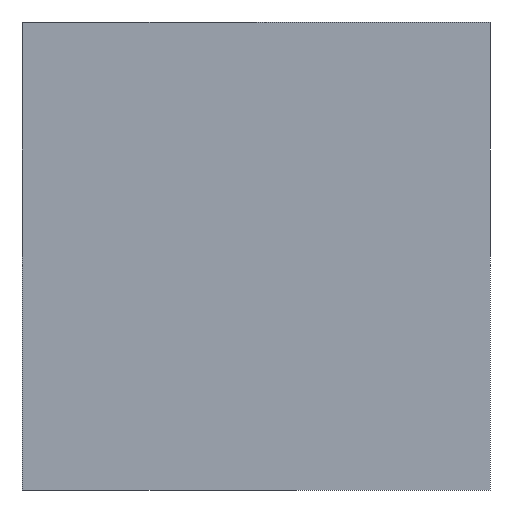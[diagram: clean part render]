
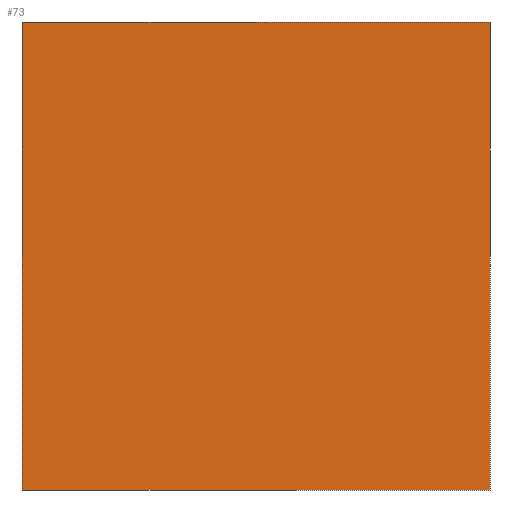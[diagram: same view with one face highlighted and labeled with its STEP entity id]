
A CAD part, left-side view. The second image highlights one B-rep face of the part: STEP entity #73.
In plain terms, the highlighted planar face has unit normal (-1, 0, 0).
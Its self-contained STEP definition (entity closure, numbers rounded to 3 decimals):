
#5 = CARTESIAN_POINT ( 'NONE',  ( -5.156, 4.904, 10. ) ) ;
#20 = EDGE_CURVE ( 'NONE', #315, #178, #147, .T. ) ;
#42 = PLANE ( 'NONE',  #272 ) ;
#73 = ADVANCED_FACE ( 'NONE', ( #297 ), #42, .F. ) ;
#86 = VECTOR ( 'NONE', #437, 1000. ) ;
#95 = CARTESIAN_POINT ( 'NONE',  ( -5.156, -5.096, 0. ) ) ;
#106 = VERTEX_POINT ( 'NONE', #95 ) ;
#107 = DIRECTION ( 'NONE',  ( 1., 0., 0. ) ) ;
#109 = EDGE_CURVE ( 'NONE', #315, #132, #165, .T. ) ;
#126 = CARTESIAN_POINT ( 'NONE',  ( -5.156, -5.096, 10. ) ) ;
#132 = VERTEX_POINT ( 'NONE', #383 ) ;
#141 = ORIENTED_EDGE ( 'NONE', *, *, #174, .T. ) ;
#147 = LINE ( 'NONE', #5, #86 ) ;
#149 = VECTOR ( 'NONE', #275, 1000. ) ;
#165 = LINE ( 'NONE', #197, #304 ) ;
#174 = EDGE_CURVE ( 'NONE', #132, #106, #357, .T. ) ;
#178 = VERTEX_POINT ( 'NONE', #470 ) ;
#181 = DIRECTION ( 'NONE',  ( 0., 1., 0. ) ) ;
#193 = ORIENTED_EDGE ( 'NONE', *, *, #20, .F. ) ;
#197 = CARTESIAN_POINT ( 'NONE',  ( -5.156, 4.904, 10. ) ) ;
#214 = CARTESIAN_POINT ( 'NONE',  ( -5.156, 4.904, 0. ) ) ;
#271 = LINE ( 'NONE', #126, #149 ) ;
#272 = AXIS2_PLACEMENT_3D ( 'NONE', #286, #107, #181 ) ;
#275 = DIRECTION ( 'NONE',  ( 0., 0., -1. ) ) ;
#286 = CARTESIAN_POINT ( 'NONE',  ( -5.156, 4.904, 10. ) ) ;
#297 = FACE_OUTER_BOUND ( 'NONE', #393, .T. ) ;
#300 = CARTESIAN_POINT ( 'NONE',  ( -5.156, 4.904, 10. ) ) ;
#304 = VECTOR ( 'NONE', #452, 1000. ) ;
#315 = VERTEX_POINT ( 'NONE', #300 ) ;
#357 = LINE ( 'NONE', #214, #376 ) ;
#376 = VECTOR ( 'NONE', #468, 1000. ) ;
#383 = CARTESIAN_POINT ( 'NONE',  ( -5.156, 4.904, 0. ) ) ;
#393 = EDGE_LOOP ( 'NONE', ( #141, #425, #193, #421 ) ) ;
#421 = ORIENTED_EDGE ( 'NONE', *, *, #109, .T. ) ;
#423 = EDGE_CURVE ( 'NONE', #178, #106, #271, .T. ) ;
#425 = ORIENTED_EDGE ( 'NONE', *, *, #423, .F. ) ;
#437 = DIRECTION ( 'NONE',  ( 0., -1., 0. ) ) ;
#452 = DIRECTION ( 'NONE',  ( 0., 0., -1. ) ) ;
#468 = DIRECTION ( 'NONE',  ( 0., -1., 0. ) ) ;
#470 = CARTESIAN_POINT ( 'NONE',  ( -5.156, -5.096, 10. ) ) ;
